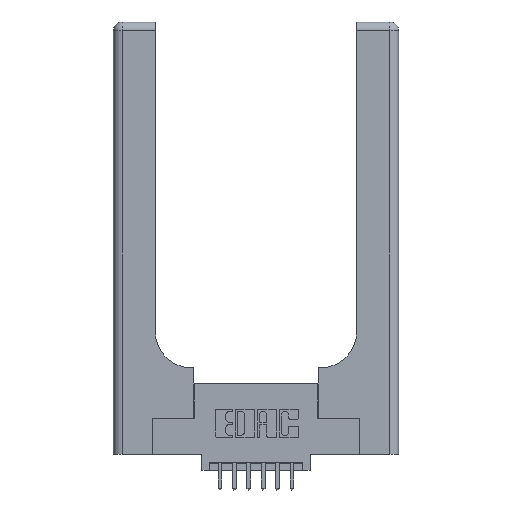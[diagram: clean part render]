
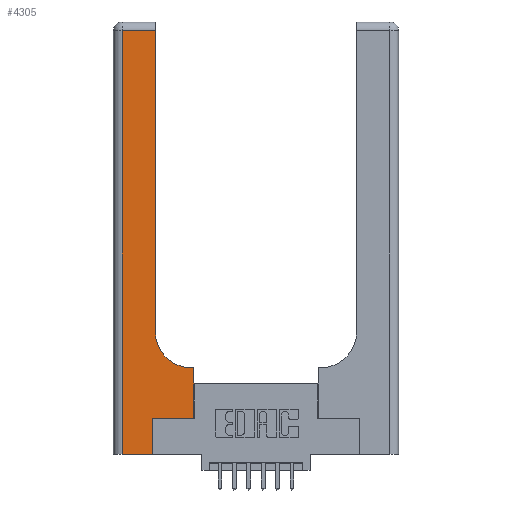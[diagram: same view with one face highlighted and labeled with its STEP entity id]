
A CAD part, top view. The second image highlights one B-rep face of the part: STEP entity #4305.
In plain terms, the highlighted planar face has unit normal (0, 0, 1).
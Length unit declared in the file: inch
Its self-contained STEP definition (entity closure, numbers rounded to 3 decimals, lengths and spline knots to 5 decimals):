
#683 = CARTESIAN_POINT ( 'NONE',  ( 0.06, 0., 0.37 ) ) ;
#894 = VECTOR ( 'NONE', #4932, 39.37008 ) ;
#979 = VERTEX_POINT ( 'NONE', #2969 ) ;
#1074 = VECTOR ( 'NONE', #2419, 39.37008 ) ;
#1334 = LINE ( 'NONE', #7657, #6933 ) ;
#1607 = AXIS2_PLACEMENT_3D ( 'NONE', #9331, #12622, #2336 ) ;
#1751 = ORIENTED_EDGE ( 'NONE', *, *, #11456, .T. ) ;
#1792 = VECTOR ( 'NONE', #13546, 39.37008 ) ;
#1811 = VERTEX_POINT ( 'NONE', #8888 ) ;
#2112 = VECTOR ( 'NONE', #12471, 39.37008 ) ;
#2116 = ORIENTED_EDGE ( 'NONE', *, *, #12665, .T. ) ;
#2315 = ORIENTED_EDGE ( 'NONE', *, *, #5399, .T. ) ;
#2336 = DIRECTION ( 'NONE',  ( -1., 0., 0. ) ) ;
#2419 = DIRECTION ( 'NONE',  ( 0., 1., 0. ) ) ;
#2487 = CIRCLE ( 'NONE', #14299, 0.25 ) ;
#2509 = CARTESIAN_POINT ( 'NONE',  ( 0.269, 0., 0.37 ) ) ;
#2519 = CARTESIAN_POINT ( 'NONE',  ( 0.2915, 3., 0.37 ) ) ;
#2566 = EDGE_LOOP ( 'NONE', ( #12975, #9431, #9885, #8932, #1751, #10700, #2315, #2116, #5105 ) ) ;
#2723 = DIRECTION ( 'NONE',  ( 0., 0., -1. ) ) ;
#2969 = CARTESIAN_POINT ( 'NONE',  ( 0.5585, 0.25, 0.37 ) ) ;
#3063 = DIRECTION ( 'NONE',  ( 1., 0., 0. ) ) ;
#3882 = DIRECTION ( 'NONE',  ( 1., 0., 0. ) ) ;
#4010 = VERTEX_POINT ( 'NONE', #4590 ) ;
#4224 = VERTEX_POINT ( 'NONE', #5349 ) ;
#4305 = ADVANCED_FACE ( 'NONE', ( #14776 ), #12381, .F. ) ;
#4590 = CARTESIAN_POINT ( 'NONE',  ( 0.5585, 0.6, 0.37 ) ) ;
#4932 = DIRECTION ( 'NONE',  ( 0., 1., 0. ) ) ;
#5105 = ORIENTED_EDGE ( 'NONE', *, *, #12047, .T. ) ;
#5227 = DIRECTION ( 'NONE',  ( -1., 0., 0. ) ) ;
#5349 = CARTESIAN_POINT ( 'NONE',  ( 0.269, 0., 0.37 ) ) ;
#5399 = EDGE_CURVE ( 'NONE', #979, #4010, #11688, .T. ) ;
#5610 = VERTEX_POINT ( 'NONE', #5982 ) ;
#5982 = CARTESIAN_POINT ( 'NONE',  ( 0.269, 0.25, 0.37 ) ) ;
#6075 = LINE ( 'NONE', #7987, #2112 ) ;
#6271 = DIRECTION ( 'NONE',  ( 1., 0., 0. ) ) ;
#6711 = CARTESIAN_POINT ( 'NONE',  ( 0.06, 3., 0.37 ) ) ;
#6874 = EDGE_CURVE ( 'NONE', #14214, #1811, #6075, .T. ) ;
#6930 = VERTEX_POINT ( 'NONE', #13016 ) ;
#6933 = VECTOR ( 'NONE', #3063, 39.37008 ) ;
#7319 = CARTESIAN_POINT ( 'NONE',  ( 0.5415, 0.85, 0.37 ) ) ;
#7323 = VERTEX_POINT ( 'NONE', #9911 ) ;
#7400 = CARTESIAN_POINT ( 'NONE',  ( 0., 0., 0.37 ) ) ;
#7502 = CARTESIAN_POINT ( 'NONE',  ( 0.2915, 0.6, 0.37 ) ) ;
#7657 = CARTESIAN_POINT ( 'NONE',  ( 0.269, 0.25, 0.37 ) ) ;
#7987 = CARTESIAN_POINT ( 'NONE',  ( 0., 2.94, 0.37 ) ) ;
#8111 = CARTESIAN_POINT ( 'NONE',  ( 0.2915, 2.94, 0.37 ) ) ;
#8456 = VERTEX_POINT ( 'NONE', #683 ) ;
#8589 = LINE ( 'NONE', #6711, #10352 ) ;
#8888 = CARTESIAN_POINT ( 'NONE',  ( 0.06, 2.94, 0.37 ) ) ;
#8903 = EDGE_CURVE ( 'NONE', #5610, #979, #1334, .T. ) ;
#8932 = ORIENTED_EDGE ( 'NONE', *, *, #13725, .T. ) ;
#8979 = VECTOR ( 'NONE', #5227, 39.37008 ) ;
#8987 = CARTESIAN_POINT ( 'NONE',  ( 0.5585, 0.25, 0.37 ) ) ;
#9302 = LINE ( 'NONE', #7400, #10370 ) ;
#9331 = CARTESIAN_POINT ( 'NONE',  ( 0., 3., 0.37 ) ) ;
#9431 = ORIENTED_EDGE ( 'NONE', *, *, #6874, .T. ) ;
#9885 = ORIENTED_EDGE ( 'NONE', *, *, #14044, .T. ) ;
#9911 = CARTESIAN_POINT ( 'NONE',  ( 0.5415, 0.6, 0.37 ) ) ;
#10352 = VECTOR ( 'NONE', #14716, 39.37008 ) ;
#10370 = VECTOR ( 'NONE', #3882, 39.37008 ) ;
#10700 = ORIENTED_EDGE ( 'NONE', *, *, #8903, .T. ) ;
#10943 = LINE ( 'NONE', #2519, #1074 ) ;
#11456 = EDGE_CURVE ( 'NONE', #4224, #5610, #13101, .T. ) ;
#11688 = LINE ( 'NONE', #8987, #1792 ) ;
#12047 = EDGE_CURVE ( 'NONE', #7323, #6930, #2487, .T. ) ;
#12381 = PLANE ( 'NONE',  #1607 ) ;
#12403 = EDGE_CURVE ( 'NONE', #6930, #14214, #10943, .T. ) ;
#12471 = DIRECTION ( 'NONE',  ( -1., 0., 0. ) ) ;
#12622 = DIRECTION ( 'NONE',  ( 0., 0., -1. ) ) ;
#12665 = EDGE_CURVE ( 'NONE', #4010, #7323, #13091, .T. ) ;
#12975 = ORIENTED_EDGE ( 'NONE', *, *, #12403, .T. ) ;
#13016 = CARTESIAN_POINT ( 'NONE',  ( 0.2915, 0.85, 0.37 ) ) ;
#13091 = LINE ( 'NONE', #7502, #8979 ) ;
#13101 = LINE ( 'NONE', #2509, #894 ) ;
#13546 = DIRECTION ( 'NONE',  ( 0., 1., 0. ) ) ;
#13725 = EDGE_CURVE ( 'NONE', #8456, #4224, #9302, .T. ) ;
#14044 = EDGE_CURVE ( 'NONE', #1811, #8456, #8589, .T. ) ;
#14214 = VERTEX_POINT ( 'NONE', #8111 ) ;
#14299 = AXIS2_PLACEMENT_3D ( 'NONE', #7319, #2723, #6271 ) ;
#14716 = DIRECTION ( 'NONE',  ( 0., -1., 0. ) ) ;
#14776 = FACE_OUTER_BOUND ( 'NONE', #2566, .T. ) ;
